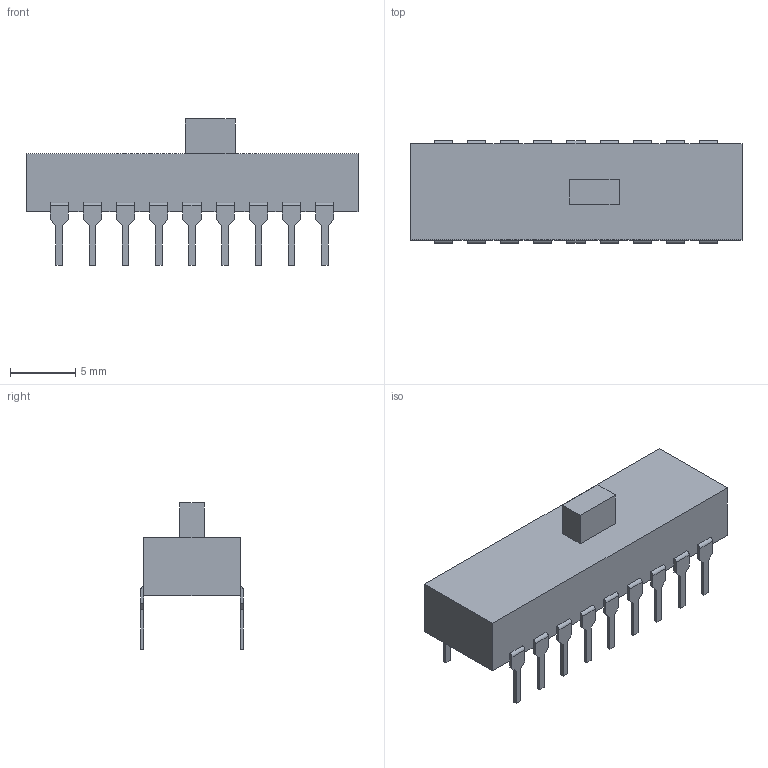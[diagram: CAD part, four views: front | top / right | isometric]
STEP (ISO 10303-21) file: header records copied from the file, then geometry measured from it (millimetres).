
FILE_DESCRIPTION((''),'2;1');
FILE_NAME('C-3-1825010-7','2022-09-30T07:24:16',('workeradm'),('TE Connectivity Ltd.'),'CREO PARAMETRIC BY PTC INC, 2021072','CREO PARAMETRIC BY PTC INC, 2021072','');
FILE_SCHEMA(('AUTOMOTIVE_DESIGN { 1 0 10303 214 1 1 1 1 }'));
Length unit declared in the file: millimetre
Products named in the file (1): C-3-1825010-7
Bounding box: 25.4 x 7.86 x 11.19 mm (x, y, z)
Volume: 868.1 mm3; surface area: 846.8 mm2
Topology: 1 solids, 1 shells, 191 faces, 528 edges, 340 vertices
Faces by surface type: plane 173, cylinder 18
Entity records: 5994 total; most frequent: CARTESIAN_POINT 1061, ORIENTED_EDGE 1056, DIRECTION 946, EDGE_CURVE 528, VECTOR 492, LINE 492, VERTEX_POINT 340, AXIS2_PLACEMENT_3D 227
